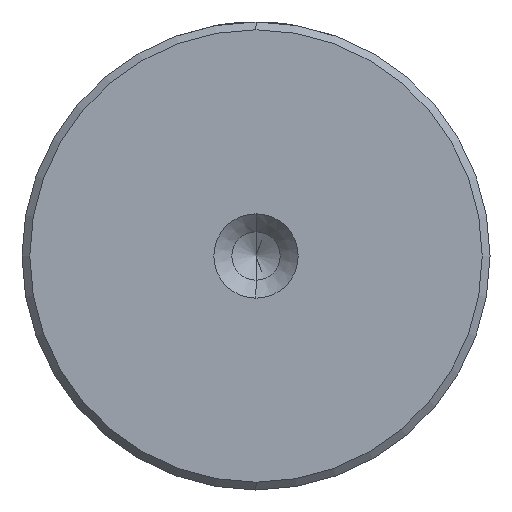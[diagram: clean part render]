
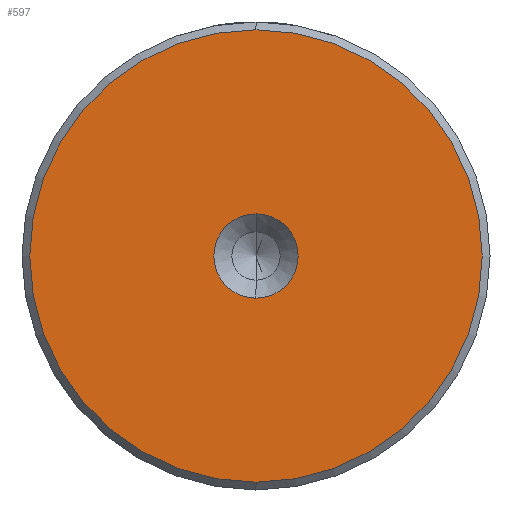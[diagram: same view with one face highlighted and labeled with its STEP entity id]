
A CAD part, left-side view. The second image highlights one B-rep face of the part: STEP entity #597.
In plain terms, the highlighted planar face has unit normal (-1, 0, 0).
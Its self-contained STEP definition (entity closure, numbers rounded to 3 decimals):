
#21 = CIRCLE ( 'NONE', #2283, 2.7 ) ;
#91 = ORIENTED_EDGE ( 'NONE', *, *, #1656, .F. ) ;
#117 = DIRECTION ( 'NONE',  ( -1., 0., 0. ) ) ;
#129 = CIRCLE ( 'NONE', #202, 2.7 ) ;
#176 = CARTESIAN_POINT ( 'NONE',  ( 0., 0., 0. ) ) ;
#202 = AXIS2_PLACEMENT_3D ( 'NONE', #176, #572, #2286 ) ;
#266 = VERTEX_POINT ( 'NONE', #1489 ) ;
#286 = PLANE ( 'NONE',  #1774 ) ;
#319 = DIRECTION ( 'NONE',  ( 0., 0., 1. ) ) ;
#329 = DIRECTION ( 'NONE',  ( -1., 0., 0. ) ) ;
#421 = CARTESIAN_POINT ( 'NONE',  ( 0., 0., 2.7 ) ) ;
#430 = EDGE_LOOP ( 'NONE', ( #2015, #1745 ) ) ;
#477 = EDGE_CURVE ( 'NONE', #2047, #1976, #2092, .T. ) ;
#484 = CARTESIAN_POINT ( 'NONE',  ( 0., 0., 0. ) ) ;
#572 = DIRECTION ( 'NONE',  ( -1., 0., 0. ) ) ;
#597 = ADVANCED_FACE ( 'NONE', ( #2409, #2367 ), #286, .T. ) ;
#645 = EDGE_CURVE ( 'NONE', #1976, #2047, #1165, .T. ) ;
#684 = EDGE_CURVE ( 'NONE', #266, #1055, #129, .T. ) ;
#714 = CARTESIAN_POINT ( 'NONE',  ( 0., 0., 0. ) ) ;
#764 = DIRECTION ( 'NONE',  ( -1., 0., 0. ) ) ;
#782 = AXIS2_PLACEMENT_3D ( 'NONE', #1973, #1839, #1831 ) ;
#1055 = VERTEX_POINT ( 'NONE', #421 ) ;
#1117 = EDGE_LOOP ( 'NONE', ( #91, #1212 ) ) ;
#1165 = CIRCLE ( 'NONE', #2399, 14.5 ) ;
#1212 = ORIENTED_EDGE ( 'NONE', *, *, #684, .F. ) ;
#1300 = CARTESIAN_POINT ( 'NONE',  ( 0., 0., -14.5 ) ) ;
#1489 = CARTESIAN_POINT ( 'NONE',  ( 0., 0., -2.7 ) ) ;
#1656 = EDGE_CURVE ( 'NONE', #1055, #266, #21, .T. ) ;
#1745 = ORIENTED_EDGE ( 'NONE', *, *, #477, .T. ) ;
#1774 = AXIS2_PLACEMENT_3D ( 'NONE', #714, #117, #2397 ) ;
#1831 = DIRECTION ( 'NONE',  ( 0., 0., 1. ) ) ;
#1839 = DIRECTION ( 'NONE',  ( -1., 0., 0. ) ) ;
#1871 = CARTESIAN_POINT ( 'NONE',  ( 0., 0., 0. ) ) ;
#1973 = CARTESIAN_POINT ( 'NONE',  ( 0., 0., 0. ) ) ;
#1976 = VERTEX_POINT ( 'NONE', #1300 ) ;
#2015 = ORIENTED_EDGE ( 'NONE', *, *, #645, .T. ) ;
#2047 = VERTEX_POINT ( 'NONE', #2078 ) ;
#2068 = DIRECTION ( 'NONE',  ( 0., 0., 1. ) ) ;
#2078 = CARTESIAN_POINT ( 'NONE',  ( 0., 0., 14.5 ) ) ;
#2092 = CIRCLE ( 'NONE', #782, 14.5 ) ;
#2283 = AXIS2_PLACEMENT_3D ( 'NONE', #1871, #764, #2068 ) ;
#2286 = DIRECTION ( 'NONE',  ( 0., 0., 1. ) ) ;
#2367 = FACE_BOUND ( 'NONE', #1117, .T. ) ;
#2397 = DIRECTION ( 'NONE',  ( 0., 0., 1. ) ) ;
#2399 = AXIS2_PLACEMENT_3D ( 'NONE', #484, #329, #319 ) ;
#2409 = FACE_OUTER_BOUND ( 'NONE', #430, .T. ) ;
